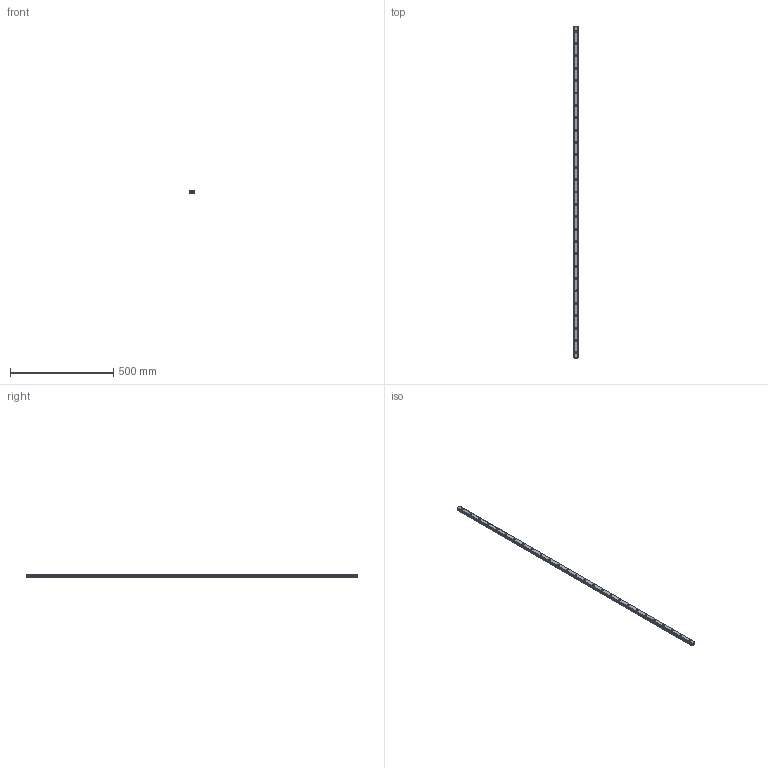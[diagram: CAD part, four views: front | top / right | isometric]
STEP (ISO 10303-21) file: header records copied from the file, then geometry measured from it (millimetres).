
FILE_DESCRIPTION(('STEP AP214'),'1');
FILE_NAME('cctmp_918D3EA9-181A-433B-A30A-11111879C591_2021_02_04_10_17_50_0996..stp','2021-02-04T09:17:51',('HIWIN GmbH'),('CADClick - www.CADClick.com'),'Spatial InterOp 3D',' ','unknown authorization');
FILE_SCHEMA(('AUTOMOTIVE_DESIGN'));
Length unit declared in the file: millimetre
Products named in the file (1): EGR20R1610C_FILE
Bounding box: 20 x 1610 x 15.5 mm (x, y, z)
Volume: 431927.3 mm3; surface area: 129065.5 mm2
Topology: 1 solids, 1 shells, 427 faces, 993 edges, 626 vertices
Faces by surface type: plane 247, cylinder 180
Entity records: 15651 total; most frequent: DIRECTION 2317, CARTESIAN_POINT 2047, ORIENTED_EDGE 1986, EDGE_CURVE 993, AXIS2_PLACEMENT_3D 896, VERTEX_POINT 626, LINE 525, VECTOR 525
